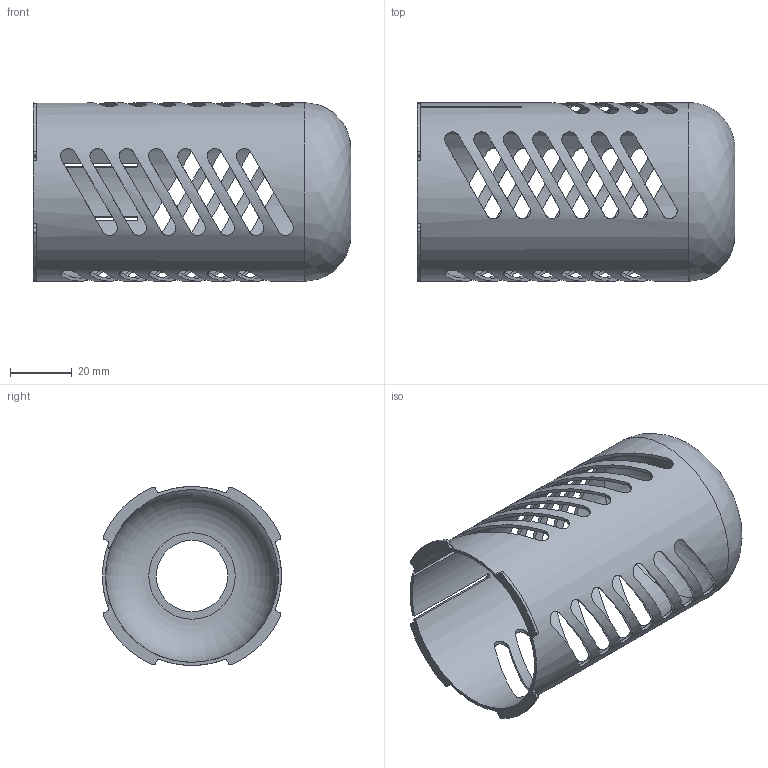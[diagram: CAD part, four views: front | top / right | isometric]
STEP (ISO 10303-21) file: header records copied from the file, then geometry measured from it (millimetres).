
FILE_DESCRIPTION((''),'2;1');
FILE_NAME('2081_Schutzhaube.stp','2011-12-05T10:35:07',('pascalzweiacker'),(''),'Autodesk Inventor 2012','Autodesk Inventor 2012','');
FILE_SCHEMA(('AUTOMOTIVE_DESIGN { 1 0 10303 214 1 1 1 1 }'));
Length unit declared in the file: millimetre
Products named in the file (1): 2081_Schutzhaube
Bounding box: 103 x 58 x 58 mm (x, y, z)
Volume: 15390.8 mm3; surface area: 33057.2 mm2
Topology: 1 solids, 1 shells, 151 faces, 467 edges, 310 vertices
Faces by surface type: cylinder 77, plane 72, torus 1, bspline 1
Full cylindrical faces by diameter (mm): 23.1 x1, 56 x1, 58 x1
Entity records: 7000 total; most frequent: CARTESIAN_POINT 2948, ORIENTED_EDGE 872, DIRECTION 790, EDGE_CURVE 436, AXIS2_PLACEMENT_3D 311, VERTEX_POINT 292, EDGE_LOOP 208, VECTOR 168
